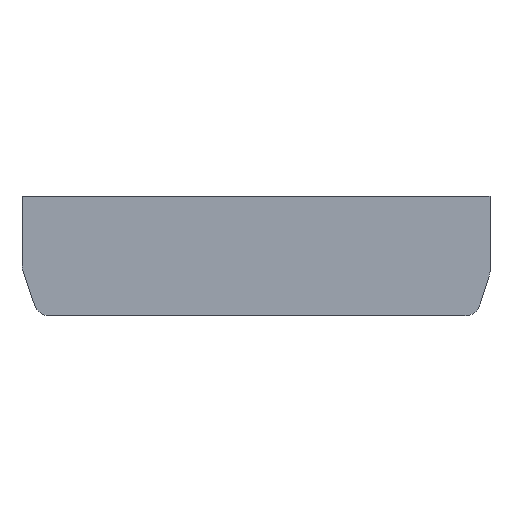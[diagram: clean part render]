
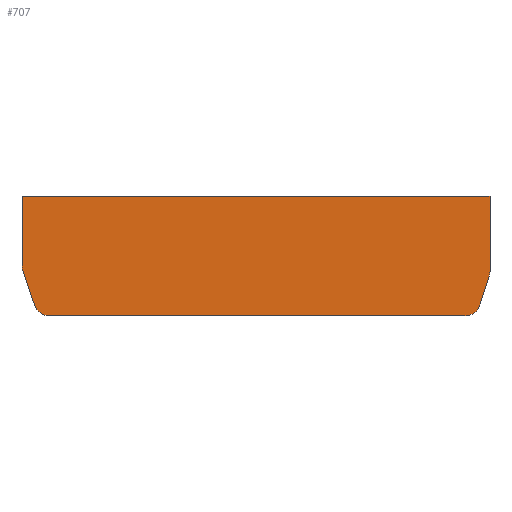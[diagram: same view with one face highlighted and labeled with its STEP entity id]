
A CAD part, top view. The second image highlights one B-rep face of the part: STEP entity #707.
In plain terms, the highlighted planar face has unit normal (0, 0, 1).
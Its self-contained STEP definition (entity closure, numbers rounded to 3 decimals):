
#17=CIRCLE('',#750,10.);
#19=CIRCLE('',#755,5.);
#21=CIRCLE('',#759,5.);
#23=CIRCLE('',#763,5.);
#25=CIRCLE('',#767,5.);
#66=FACE_OUTER_BOUND('',#103,.T.);
#103=EDGE_LOOP('',(#610,#611,#612,#613,#614,#615,#616,#617,#618,#619,#620,
#621));
#170=LINE('',#1087,#258);
#173=LINE('',#1093,#261);
#177=LINE('',#1105,#265);
#180=LINE('',#1111,#268);
#184=LINE('',#1123,#272);
#188=LINE('',#1135,#276);
#192=LINE('',#1147,#280);
#258=VECTOR('',#884,10.);
#261=VECTOR('',#889,10.);
#265=VECTOR('',#901,10.);
#268=VECTOR('',#906,10.);
#272=VECTOR('',#918,10.);
#276=VECTOR('',#930,10.);
#280=VECTOR('',#942,10.);
#324=VERTEX_POINT('',#1084);
#325=VERTEX_POINT('',#1086);
#327=VERTEX_POINT('',#1092);
#329=VERTEX_POINT('',#1098);
#331=VERTEX_POINT('',#1104);
#333=VERTEX_POINT('',#1110);
#335=VERTEX_POINT('',#1116);
#337=VERTEX_POINT('',#1122);
#339=VERTEX_POINT('',#1128);
#341=VERTEX_POINT('',#1134);
#343=VERTEX_POINT('',#1140);
#345=VERTEX_POINT('',#1146);
#410=EDGE_CURVE('',#325,#324,#170,.T.);
#413=EDGE_CURVE('',#327,#325,#173,.T.);
#416=EDGE_CURVE('',#329,#327,#17,.T.);
#419=EDGE_CURVE('',#331,#329,#177,.T.);
#422=EDGE_CURVE('',#333,#331,#180,.T.);
#425=EDGE_CURVE('',#335,#333,#19,.T.);
#428=EDGE_CURVE('',#337,#335,#184,.T.);
#431=EDGE_CURVE('',#339,#337,#21,.T.);
#434=EDGE_CURVE('',#341,#339,#188,.T.);
#437=EDGE_CURVE('',#343,#341,#23,.T.);
#440=EDGE_CURVE('',#345,#343,#192,.T.);
#443=EDGE_CURVE('',#324,#345,#25,.T.);
#610=ORIENTED_EDGE('',*,*,#443,.T.);
#611=ORIENTED_EDGE('',*,*,#440,.T.);
#612=ORIENTED_EDGE('',*,*,#437,.T.);
#613=ORIENTED_EDGE('',*,*,#434,.T.);
#614=ORIENTED_EDGE('',*,*,#431,.T.);
#615=ORIENTED_EDGE('',*,*,#428,.T.);
#616=ORIENTED_EDGE('',*,*,#425,.T.);
#617=ORIENTED_EDGE('',*,*,#422,.T.);
#618=ORIENTED_EDGE('',*,*,#419,.T.);
#619=ORIENTED_EDGE('',*,*,#416,.T.);
#620=ORIENTED_EDGE('',*,*,#413,.T.);
#621=ORIENTED_EDGE('',*,*,#410,.T.);
#670=PLANE('',#768);
#707=ADVANCED_FACE('',(#66),#670,.T.);
#750=AXIS2_PLACEMENT_3D('',#1099,#895,#896);
#755=AXIS2_PLACEMENT_3D('',#1117,#912,#913);
#759=AXIS2_PLACEMENT_3D('',#1129,#924,#925);
#763=AXIS2_PLACEMENT_3D('',#1141,#936,#937);
#767=AXIS2_PLACEMENT_3D('',#1151,#948,#949);
#768=AXIS2_PLACEMENT_3D('',#1152,#950,#951);
#884=DIRECTION('',(0.,-1.,0.));
#889=DIRECTION('',(-1.,0.,0.));
#895=DIRECTION('center_axis',(0.,0.,-1.));
#896=DIRECTION('ref_axis',(-1.,0.,0.));
#901=DIRECTION('',(-1.,0.,0.));
#906=DIRECTION('',(0.,1.,0.));
#912=DIRECTION('center_axis',(0.,0.,1.));
#913=DIRECTION('ref_axis',(0.951,-0.309,0.));
#918=DIRECTION('',(0.309,0.951,0.));
#924=DIRECTION('center_axis',(0.,0.,1.));
#925=DIRECTION('ref_axis',(0.,-1.,0.));
#930=DIRECTION('',(1.,0.,0.));
#936=DIRECTION('center_axis',(0.,0.,1.));
#937=DIRECTION('ref_axis',(-0.946,-0.326,0.));
#942=DIRECTION('',(0.326,-0.946,0.));
#948=DIRECTION('center_axis',(0.,0.,1.));
#949=DIRECTION('ref_axis',(-1.,0.,0.));
#950=DIRECTION('center_axis',(0.,0.,1.));
#951=DIRECTION('ref_axis',(-1.,0.,0.));
#1084=CARTESIAN_POINT('',(-73.845,-18.613,3.));
#1086=CARTESIAN_POINT('',(-73.845,3.422,3.));
#1087=CARTESIAN_POINT('',(-73.845,28.942,3.));
#1092=CARTESIAN_POINT('',(-57.813,3.422,3.));
#1093=CARTESIAN_POINT('',(74.155,3.422,3.));
#1098=CARTESIAN_POINT('',(-56.78,3.422,3.));
#1099=CARTESIAN_POINT('Origin',(-57.297,13.409,3.));
#1104=CARTESIAN_POINT('',(74.155,3.422,3.));
#1105=CARTESIAN_POINT('',(74.155,3.422,3.));
#1110=CARTESIAN_POINT('',(74.155,-20.378,3.));
#1111=CARTESIAN_POINT('',(74.155,-20.378,3.));
#1116=CARTESIAN_POINT('',(73.91,-21.922,3.));
#1117=CARTESIAN_POINT('Origin',(69.155,-20.378,3.));
#1122=CARTESIAN_POINT('',(70.954,-31.029,3.));
#1123=CARTESIAN_POINT('',(70.954,-31.029,3.));
#1128=CARTESIAN_POINT('',(66.198,-34.485,3.));
#1129=CARTESIAN_POINT('Origin',(66.198,-29.485,3.));
#1134=CARTESIAN_POINT('',(-65.102,-34.485,3.));
#1135=CARTESIAN_POINT('',(-65.102,-34.485,3.));
#1140=CARTESIAN_POINT('',(-69.829,-31.113,3.));
#1141=CARTESIAN_POINT('Origin',(-65.102,-29.485,3.));
#1146=CARTESIAN_POINT('',(-73.573,-20.241,3.));
#1147=CARTESIAN_POINT('',(-73.573,-20.241,3.));
#1151=CARTESIAN_POINT('Origin',(-68.845,-18.613,3.));
#1152=CARTESIAN_POINT('Origin',(0.155,3.015,3.));
